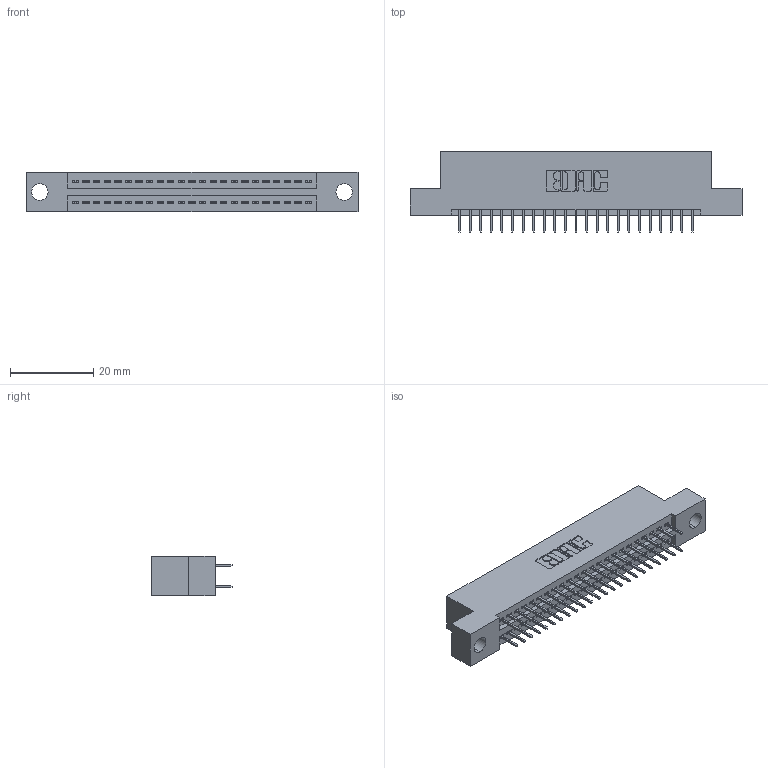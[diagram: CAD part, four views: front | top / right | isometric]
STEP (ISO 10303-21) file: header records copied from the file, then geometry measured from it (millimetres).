
FILE_DESCRIPTION (( 'STEP AP203' ), '1' );
FILE_NAME ('345-046-524-204.STEP', '2021-05-20T02:19:08', ( '' ), ( '' ), 'SwSTEP 2.0', 'SolidWorks 2020', '' );
FILE_SCHEMA (( 'CONFIG_CONTROL_DESIGN' ));
Length unit declared in the file: inch
Products named in the file (3): 345-046-524-204; 345-292-001_345-293-124; 345 Part_Flush Mounting Lugs - 0.156 Dia-TI
Assembly tree (47 placements, depth 2):
  345-046-524-204
    345 Part_Flush Mounting Lugs - 0.156 Dia-TI
    345-292-001_345-293-124  x46
Bounding box: 79.63 x 19.35 x 9.4 mm (x, y, z)
Volume: 7383.3 mm3; surface area: 10213.6 mm2
Topology: 47 solids, 47 shells, 2624 faces, 7415 edges, 4758 vertices
Faces by surface type: plane 1888, cylinder 736
Entity records: 21097 total; most frequent: CARTESIAN_POINT 3558, ORIENTED_EDGE 3490, DIRECTION 3161, EDGE_CURVE 1745, VECTOR 1525, LINE 1525, VERTEX_POINT 1158, AXIS2_PLACEMENT_3D 818
